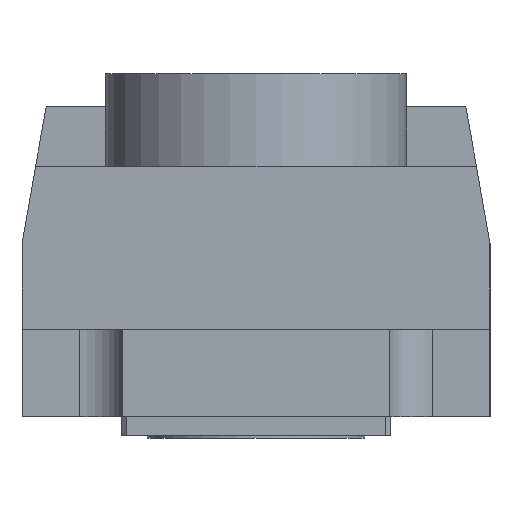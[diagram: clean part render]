
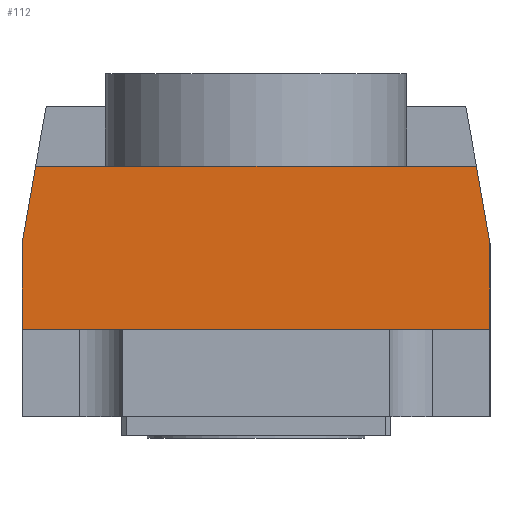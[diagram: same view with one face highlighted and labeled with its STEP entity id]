
A CAD part, left-side view. The second image highlights one B-rep face of the part: STEP entity #112.
In plain terms, the highlighted planar face has unit normal (-1, 0, 0).
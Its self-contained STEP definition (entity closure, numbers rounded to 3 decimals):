
#68=FACE_OUTER_BOUND('',#224,.T.);
#112=ADVANCED_FACE('',(#68),#156,.F.);
#156=PLANE('',#961);
#224=EDGE_LOOP('',(#524,#525,#526,#527,#528,#529));
#264=LINE('',#1277,#348);
#298=LINE('',#1444,#382);
#305=LINE('',#1461,#389);
#306=LINE('',#1463,#390);
#307=LINE('',#1465,#391);
#308=LINE('',#1466,#392);
#348=VECTOR('',#1019,1.);
#382=VECTOR('',#1121,1.);
#389=VECTOR('',#1136,1.);
#390=VECTOR('',#1137,1.);
#391=VECTOR('',#1138,1.);
#392=VECTOR('',#1139,1.);
#524=ORIENTED_EDGE('',*,*,#807,.F.);
#525=ORIENTED_EDGE('',*,*,#747,.T.);
#526=ORIENTED_EDGE('',*,*,#808,.F.);
#527=ORIENTED_EDGE('',*,*,#809,.F.);
#528=ORIENTED_EDGE('',*,*,#798,.F.);
#529=ORIENTED_EDGE('',*,*,#810,.F.);
#667=VERTEX_POINT('',#1276);
#668=VERTEX_POINT('',#1278);
#709=VERTEX_POINT('',#1445);
#710=VERTEX_POINT('',#1446);
#715=VERTEX_POINT('',#1462);
#716=VERTEX_POINT('',#1464);
#747=EDGE_CURVE('',#668,#667,#264,.T.);
#798=EDGE_CURVE('',#709,#710,#298,.T.);
#807=EDGE_CURVE('',#668,#715,#305,.T.);
#808=EDGE_CURVE('',#716,#667,#306,.T.);
#809=EDGE_CURVE('',#710,#716,#307,.T.);
#810=EDGE_CURVE('',#715,#709,#308,.T.);
#961=AXIS2_PLACEMENT_3D('',#1467,#1140,#1141);
#1019=DIRECTION('',(0.,1.,0.));
#1121=DIRECTION('',(0.,1.,0.));
#1136=DIRECTION('',(0.,-0.174,-0.985));
#1137=DIRECTION('',(0.,-0.174,0.985));
#1138=DIRECTION('',(0.,0.,1.));
#1139=DIRECTION('',(0.,0.,-1.));
#1140=DIRECTION('',(1.,0.,0.));
#1141=DIRECTION('',(0.,1.,0.));
#1276=CARTESIAN_POINT('',(-50.,40.496,0.));
#1277=CARTESIAN_POINT('',(-50.,-529.665,0.));
#1278=CARTESIAN_POINT('',(-50.,-40.496,0.));
#1444=CARTESIAN_POINT('',(-50.,-529.665,-30.));
#1445=CARTESIAN_POINT('',(-50.,-43.,-30.));
#1446=CARTESIAN_POINT('',(-50.,43.,-30.));
#1461=CARTESIAN_POINT('',(-50.,-38.557,11.));
#1462=CARTESIAN_POINT('',(-50.,-43.,-14.2));
#1463=CARTESIAN_POINT('',(-50.,43.,-14.2));
#1464=CARTESIAN_POINT('',(-50.,43.,-14.2));
#1465=CARTESIAN_POINT('',(-50.,43.,-46.));
#1466=CARTESIAN_POINT('',(-50.,-43.,-14.2));
#1467=CARTESIAN_POINT('',(-50.,-43.,11.));
